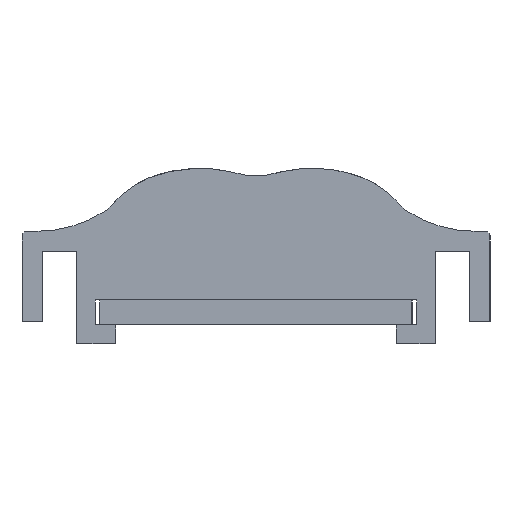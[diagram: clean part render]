
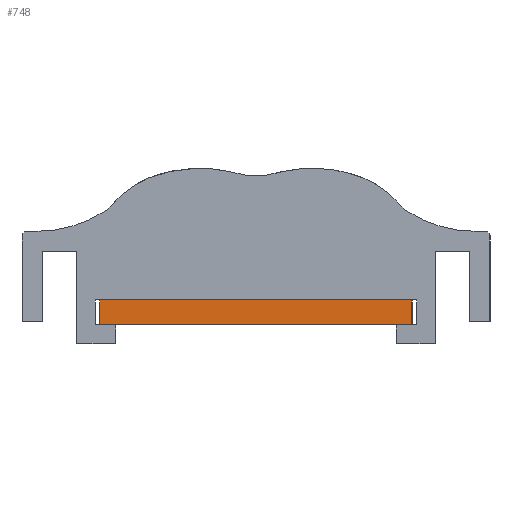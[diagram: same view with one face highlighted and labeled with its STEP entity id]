
A CAD part, left-side view. The second image highlights one B-rep face of the part: STEP entity #748.
In plain terms, the highlighted face is planar.
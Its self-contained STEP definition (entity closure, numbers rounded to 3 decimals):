
#42 = EDGE_CURVE ( 'NONE', #139, #540, #584, .T. ) ;
#98 = VERTEX_POINT ( 'NONE', #802 ) ;
#139 = VERTEX_POINT ( 'NONE', #905 ) ;
#148 = VECTOR ( 'NONE', #271, 1000. ) ;
#155 = ORIENTED_EDGE ( 'NONE', *, *, #284, .F. ) ;
#201 = CARTESIAN_POINT ( 'NONE',  ( -4.65, 527.6, -2.799 ) ) ;
#271 = DIRECTION ( 'NONE',  ( 0., 0., 1. ) ) ;
#284 = EDGE_CURVE ( 'NONE', #98, #540, #537, .T. ) ;
#333 = ORIENTED_EDGE ( 'NONE', *, *, #1248, .F. ) ;
#359 = VECTOR ( 'NONE', #433, 1000. ) ;
#378 = LINE ( 'NONE', #683, #835 ) ;
#382 = EDGE_CURVE ( 'NONE', #98, #638, #378, .T. ) ;
#397 = DIRECTION ( 'NONE',  ( 1., 0., 0. ) ) ;
#433 = DIRECTION ( 'NONE',  ( -1., 0., 0. ) ) ;
#440 = CARTESIAN_POINT ( 'NONE',  ( 10., 527.6, -1.2 ) ) ;
#537 = LINE ( 'NONE', #440, #359 ) ;
#540 = VERTEX_POINT ( 'NONE', #1194 ) ;
#584 = LINE ( 'NONE', #778, #148 ) ;
#596 = LINE ( 'NONE', #201, #921 ) ;
#618 = PLANE ( 'NONE',  #940 ) ;
#638 = VERTEX_POINT ( 'NONE', #944 ) ;
#683 = CARTESIAN_POINT ( 'NONE',  ( 10., 527.6, -1.2 ) ) ;
#748 = ADVANCED_FACE ( 'NONE', ( #907 ), #618, .F. ) ;
#778 = CARTESIAN_POINT ( 'NONE',  ( -10., 527.6, -2.8 ) ) ;
#802 = CARTESIAN_POINT ( 'NONE',  ( 10., 527.6, -1.2 ) ) ;
#835 = VECTOR ( 'NONE', #867, 1000. ) ;
#867 = DIRECTION ( 'NONE',  ( 0., 0., -1. ) ) ;
#901 = DIRECTION ( 'NONE',  ( 0., -1., 0. ) ) ;
#905 = CARTESIAN_POINT ( 'NONE',  ( -10., 527.6, -2.799 ) ) ;
#907 = FACE_OUTER_BOUND ( 'NONE', #1203, .T. ) ;
#921 = VECTOR ( 'NONE', #397, 1000. ) ;
#940 = AXIS2_PLACEMENT_3D ( 'NONE', #1210, #901, #1004 ) ;
#941 = ORIENTED_EDGE ( 'NONE', *, *, #42, .T. ) ;
#944 = CARTESIAN_POINT ( 'NONE',  ( 10., 527.6, -2.799 ) ) ;
#1004 = DIRECTION ( 'NONE',  ( -1., 0., 0. ) ) ;
#1071 = ORIENTED_EDGE ( 'NONE', *, *, #382, .T. ) ;
#1194 = CARTESIAN_POINT ( 'NONE',  ( -10., 527.6, -1.2 ) ) ;
#1203 = EDGE_LOOP ( 'NONE', ( #155, #1071, #333, #941 ) ) ;
#1210 = CARTESIAN_POINT ( 'NONE',  ( 11.25, 527.6, -2.8 ) ) ;
#1248 = EDGE_CURVE ( 'NONE', #139, #638, #596, .T. ) ;
